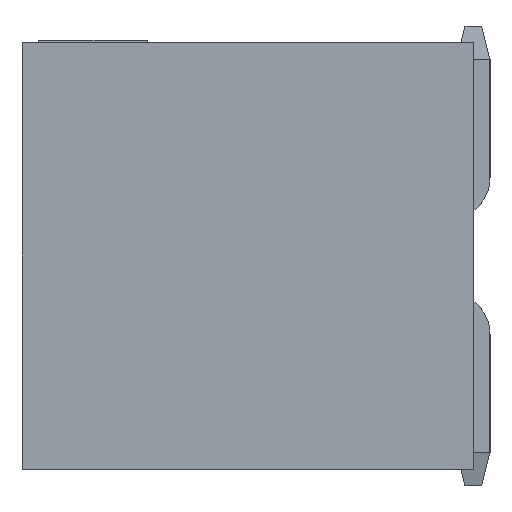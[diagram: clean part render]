
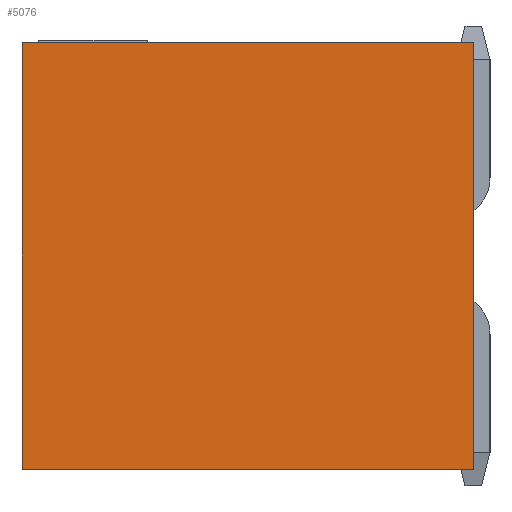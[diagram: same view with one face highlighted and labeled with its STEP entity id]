
A CAD part, left-side view. The second image highlights one B-rep face of the part: STEP entity #5076.
In plain terms, the highlighted planar face has unit normal (-1, 0, 0).
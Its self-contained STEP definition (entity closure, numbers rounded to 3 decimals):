
#256 = LINE ( 'NONE', #2672, #7778 ) ;
#281 = VECTOR ( 'NONE', #11287, 1000. ) ;
#394 = VECTOR ( 'NONE', #9365, 1000. ) ;
#1346 = CARTESIAN_POINT ( 'NONE',  ( -11.405, 0., 2.55 ) ) ;
#1566 = CARTESIAN_POINT ( 'NONE',  ( -11.405, 5.4, -2.55 ) ) ;
#2552 = CARTESIAN_POINT ( 'NONE',  ( -11.405, 5.4, 2.55 ) ) ;
#2672 = CARTESIAN_POINT ( 'NONE',  ( -11.405, 2.7, -2.55 ) ) ;
#3011 = EDGE_CURVE ( 'NONE', #5542, #7817, #9965, .T. ) ;
#3680 = ORIENTED_EDGE ( 'NONE', *, *, #3011, .T. ) ;
#3845 = ORIENTED_EDGE ( 'NONE', *, *, #10608, .F. ) ;
#4395 = VERTEX_POINT ( 'NONE', #1346 ) ;
#5076 = ADVANCED_FACE ( 'NONE', ( #5722 ), #13390, .T. ) ;
#5542 = VERTEX_POINT ( 'NONE', #2552 ) ;
#5722 = FACE_OUTER_BOUND ( 'NONE', #14803, .T. ) ;
#6053 = DIRECTION ( 'NONE',  ( -1., 0., 0. ) ) ;
#7778 = VECTOR ( 'NONE', #14489, 1000. ) ;
#7817 = VERTEX_POINT ( 'NONE', #1566 ) ;
#7820 = EDGE_CURVE ( 'NONE', #4395, #5542, #13767, .T. ) ;
#8180 = LINE ( 'NONE', #12419, #281 ) ;
#8282 = AXIS2_PLACEMENT_3D ( 'NONE', #9877, #6053, #14536 ) ;
#8900 = CARTESIAN_POINT ( 'NONE',  ( -11.405, 0., -2.55 ) ) ;
#9130 = ORIENTED_EDGE ( 'NONE', *, *, #7820, .T. ) ;
#9365 = DIRECTION ( 'NONE',  ( 0., 0., -1. ) ) ;
#9877 = CARTESIAN_POINT ( 'NONE',  ( -11.405, 0., -2.55 ) ) ;
#9965 = LINE ( 'NONE', #14216, #394 ) ;
#10250 = ORIENTED_EDGE ( 'NONE', *, *, #11730, .F. ) ;
#10608 = EDGE_CURVE ( 'NONE', #4395, #12305, #8180, .T. ) ;
#11019 = CARTESIAN_POINT ( 'NONE',  ( -11.405, 2.7, 2.55 ) ) ;
#11287 = DIRECTION ( 'NONE',  ( 0., 0., -1. ) ) ;
#11730 = EDGE_CURVE ( 'NONE', #12305, #7817, #256, .T. ) ;
#12119 = VECTOR ( 'NONE', #12160, 1000. ) ;
#12160 = DIRECTION ( 'NONE',  ( 0., 1., 0. ) ) ;
#12305 = VERTEX_POINT ( 'NONE', #8900 ) ;
#12419 = CARTESIAN_POINT ( 'NONE',  ( -11.405, 0., 0. ) ) ;
#13390 = PLANE ( 'NONE',  #8282 ) ;
#13767 = LINE ( 'NONE', #11019, #12119 ) ;
#14216 = CARTESIAN_POINT ( 'NONE',  ( -11.405, 5.4, 0. ) ) ;
#14489 = DIRECTION ( 'NONE',  ( 0., 1., 0. ) ) ;
#14536 = DIRECTION ( 'NONE',  ( 0., 0., 1. ) ) ;
#14803 = EDGE_LOOP ( 'NONE', ( #10250, #3845, #9130, #3680 ) ) ;
